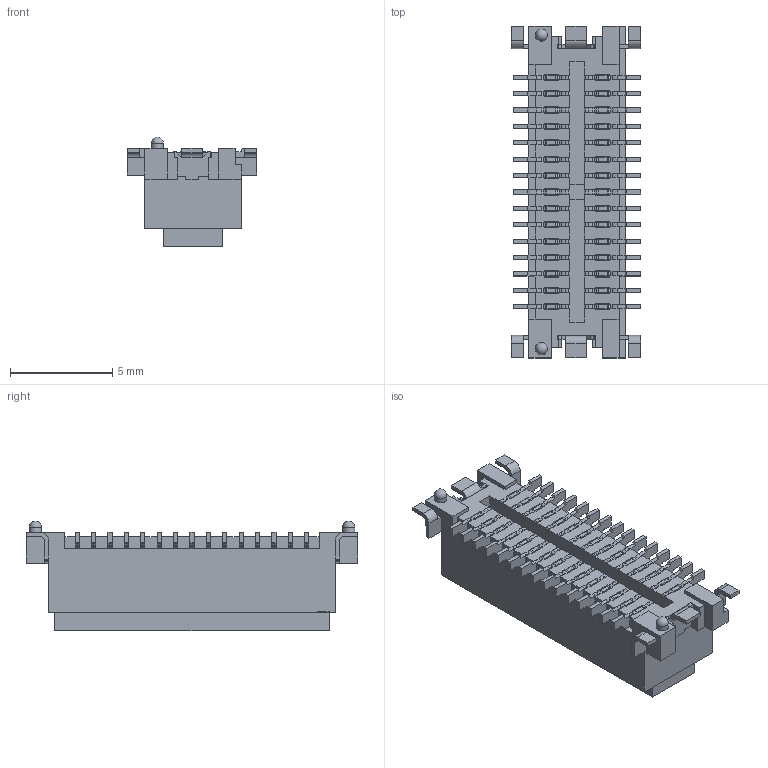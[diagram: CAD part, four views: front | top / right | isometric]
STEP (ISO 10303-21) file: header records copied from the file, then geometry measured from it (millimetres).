
FILE_DESCRIPTION(('FreeCAD Model'),'2;1');
FILE_NAME( 'btb_btm.step', '2018-07-20T14:53:07',('kicad StepUp'),('ksu MCAD'), 'Open CASCADE STEP processor 7.3','FreeCAD','Unknown');
FILE_SCHEMA(('AUTOMOTIVE_DESIGN { 1 0 10303 214 1 1 1 1 }'));
Length unit declared in the file: millimetre
Products named in the file (1): btb_btm
Bounding box: 6.3 x 16.2 x 5.35 mm (x, y, z)
Volume: 238.3 mm3; surface area: 607.1 mm2
Topology: 1 solids, 1 shells, 1961 faces, 5645 edges, 3536 vertices
Faces by surface type: plane 1727, cylinder 232, sphere 2
Full cylindrical faces by diameter (mm): 0.6 x2
Entity records: 76595 total; most frequent: ORIENTED_EDGE 11282, CARTESIAN_POINT 11139, DIRECTION 10097, EDGE_CURVE 5641, LINE 5109, VECTOR 5109, VERTEX_POINT 3536, AXIS2_PLACEMENT_3D 2494
